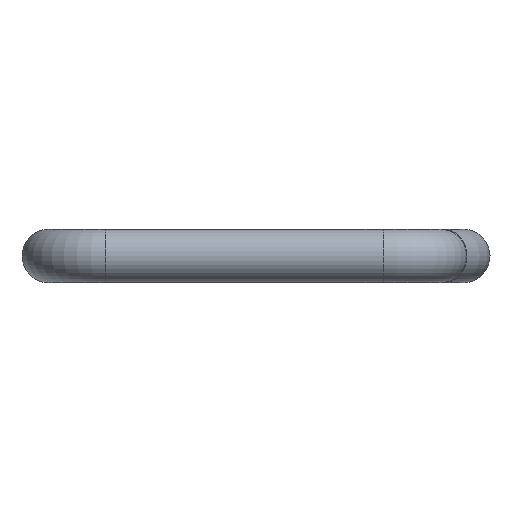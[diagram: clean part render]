
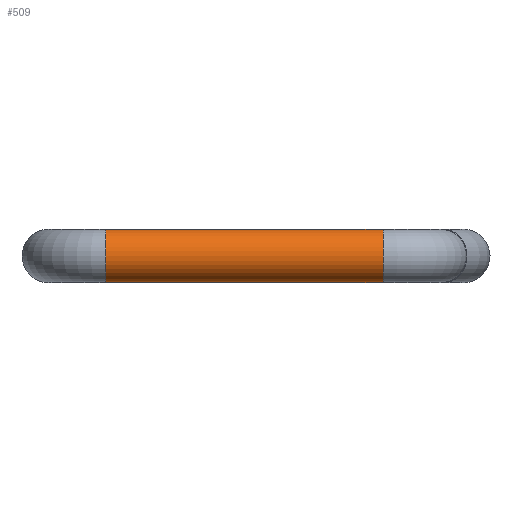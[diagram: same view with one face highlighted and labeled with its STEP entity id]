
A CAD part, left-side view. The second image highlights one B-rep face of the part: STEP entity #509.
In plain terms, the highlighted cylindrical face has radius 0.8 mm (diameter 1.6 mm), a full revolution.
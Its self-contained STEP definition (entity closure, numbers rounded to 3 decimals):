
#22=LINE('',#908,#37);
#37=VECTOR('',#714,0.8);
#52=CYLINDRICAL_SURFACE('',#576,0.8);
#71=FACE_OUTER_BOUND('',#100,.T.);
#100=EDGE_LOOP('',(#372,#373,#374,#375));
#132=CIRCLE('',#558,0.8);
#133=CIRCLE('',#560,0.8);
#196=VERTEX_POINT('',#872);
#197=VERTEX_POINT('',#876);
#254=EDGE_CURVE('',#196,#196,#132,.T.);
#255=EDGE_CURVE('',#197,#197,#133,.T.);
#271=EDGE_CURVE('',#196,#197,#22,.T.);
#372=ORIENTED_EDGE('',*,*,#254,.F.);
#373=ORIENTED_EDGE('',*,*,#271,.T.);
#374=ORIENTED_EDGE('',*,*,#255,.T.);
#375=ORIENTED_EDGE('',*,*,#271,.F.);
#509=ADVANCED_FACE('',(#71),#52,.T.);
#558=AXIS2_PLACEMENT_3D('',#874,#671,#672);
#560=AXIS2_PLACEMENT_3D('',#877,#675,#676);
#576=AXIS2_PLACEMENT_3D('',#907,#712,#713);
#671=DIRECTION('center_axis',(0.,1.,0.));
#672=DIRECTION('ref_axis',(0.,0.,1.));
#675=DIRECTION('center_axis',(0.,1.,0.));
#676=DIRECTION('ref_axis',(0.,0.,1.));
#712=DIRECTION('center_axis',(0.,1.,0.));
#713=DIRECTION('ref_axis',(-1.,0.,0.));
#714=DIRECTION('',(0.,-1.,0.));
#872=CARTESIAN_POINT('',(-51.5,1.35,0.));
#874=CARTESIAN_POINT('Origin',(-52.3,1.35,0.));
#876=CARTESIAN_POINT('',(-51.5,-6.95,0.));
#877=CARTESIAN_POINT('Origin',(-52.3,-6.95,0.));
#907=CARTESIAN_POINT('Origin',(-52.3,-6.95,0.));
#908=CARTESIAN_POINT('',(-51.5,-6.95,0.));
